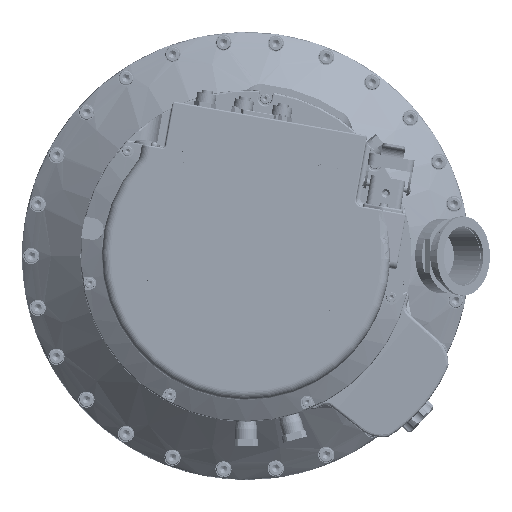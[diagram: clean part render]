
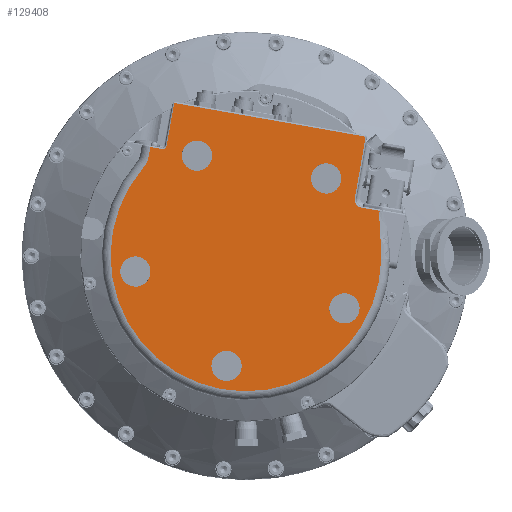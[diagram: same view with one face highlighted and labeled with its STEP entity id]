
A CAD part, front view. The second image highlights one B-rep face of the part: STEP entity #129408.
In plain terms, the highlighted planar face has unit normal (0, -1, 0).
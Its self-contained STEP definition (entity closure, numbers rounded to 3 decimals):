
#129247=CARTESIAN_POINT('',(-50.615,-79.5,107.421));
#129248=DIRECTION('',(0.0,-1.0,0.0));
#129249=DIRECTION('',(0.0,0.0,-1.0));
#129250=AXIS2_PLACEMENT_3D('',#129247,#129248,#129249);
#129251=PLANE('',#129250);
#129252=CARTESIAN_POINT('',(75.591,-79.5,39.981));
#129253=VERTEX_POINT('',#129252);
#129254=CARTESIAN_POINT('',(83.145,-79.5,82.82));
#129255=VERTEX_POINT('',#129254);
#129256=CARTESIAN_POINT('',(75.591,-79.5,39.981));
#129257=DIRECTION('',(0.174,0.,0.985));
#129258=VECTOR('',#129257,43.5);
#129259=LINE('',#129256,#129258);
#129260=EDGE_CURVE('',#129253,#129255,#129259,.T.);
#129261=ORIENTED_EDGE('',*,*,#129260,.T.);
#129262=CARTESIAN_POINT('',(-49.804,-79.5,106.263));
#129263=VERTEX_POINT('',#129262);
#129264=CARTESIAN_POINT('',(83.145,-79.5,82.82));
#129265=DIRECTION('',(-0.985,0.,0.174));
#129266=VECTOR('',#129265,135.);
#129267=LINE('',#129264,#129266);
#129268=EDGE_CURVE('',#129255,#129263,#129267,.T.);
#129269=ORIENTED_EDGE('',*,*,#129268,.T.);
#129270=CARTESIAN_POINT('',(-55.014,-79.5,76.719));
#129271=VERTEX_POINT('',#129270);
#129272=CARTESIAN_POINT('',(-49.804,-79.5,106.263));
#129273=DIRECTION('',(-0.174,0.,-0.985));
#129274=VECTOR('',#129273,30.);
#129275=LINE('',#129272,#129274);
#129276=EDGE_CURVE('',#129263,#129271,#129275,.T.);
#129277=ORIENTED_EDGE('',*,*,#129276,.T.);
#129278=CARTESIAN_POINT('',(-58.489,-79.5,74.285));
#129279=VERTEX_POINT('',#129278);
#129280=CARTESIAN_POINT('',(-57.968,-79.5,77.24));
#129281=DIRECTION('',(0.,1.,0.));
#129282=DIRECTION('',(-0.985,0.,0.174));
#129283=AXIS2_PLACEMENT_3D('',#129280,#129281,#129282);
#129284=CIRCLE('',#129283,3.);
#129285=EDGE_CURVE('',#129271,#129279,#129284,.T.);
#129286=ORIENTED_EDGE('',*,*,#129285,.T.);
#129287=CARTESIAN_POINT('',(-66.368,-79.5,75.674));
#129288=VERTEX_POINT('',#129287);
#129289=CARTESIAN_POINT('',(-58.489,-79.5,74.285));
#129290=DIRECTION('',(-0.985,0.0,0.174));
#129291=VECTOR('',#129290,8.);
#129292=LINE('',#129289,#129291);
#129293=EDGE_CURVE('',#129279,#129288,#129292,.T.);
#129294=ORIENTED_EDGE('',*,*,#129293,.T.);
#129295=CARTESIAN_POINT('',(-67.531,-79.5,69.077));
#129296=VERTEX_POINT('',#129295);
#129297=CARTESIAN_POINT('',(-66.368,-79.5,75.674));
#129298=DIRECTION('',(-0.174,0.0,-0.985));
#129299=VECTOR('',#129298,6.699);
#129300=LINE('',#129297,#129299);
#129301=EDGE_CURVE('',#129288,#129296,#129300,.T.);
#129302=ORIENTED_EDGE('',*,*,#129301,.T.);
#129303=CARTESIAN_POINT('',(-71.173,-79.5,61.403));
#129304=VERTEX_POINT('',#129303);
#129305=CARTESIAN_POINT('',(-83.288,-79.5,71.855));
#129306=DIRECTION('',(0.,1.,0.));
#129307=DIRECTION('',(-0.985,0.,0.174));
#129308=AXIS2_PLACEMENT_3D('',#129305,#129306,#129307);
#129309=CIRCLE('',#129308,16.0);
#129310=EDGE_CURVE('',#129296,#129304,#129309,.T.);
#129311=ORIENTED_EDGE('',*,*,#129310,.T.);
#129312=CARTESIAN_POINT('',(93.978,-79.5,-2.033));
#129313=VERTEX_POINT('',#129312);
#129314=CARTESIAN_POINT('',(0.,-79.5,0.));
#129315=DIRECTION('',(0.,-1.0,0.));
#129316=DIRECTION('',(-0.985,0.,0.174));
#129317=AXIS2_PLACEMENT_3D('',#129314,#129315,#129316);
#129318=CIRCLE('',#129317,94.);
#129319=EDGE_CURVE('',#129304,#129313,#129318,.T.);
#129320=ORIENTED_EDGE('',*,*,#129319,.T.);
#129321=CARTESIAN_POINT('',(92.924,-79.5,31.34));
#129322=VERTEX_POINT('',#129321);
#129323=CARTESIAN_POINT('',(93.978,-79.5,-2.033));
#129324=CARTESIAN_POINT('',(94.099,-79.5,3.552));
#129325=CARTESIAN_POINT('',(93.753,-79.5,9.128));
#129326=CARTESIAN_POINT('',(93.036,-79.5,17.466));
#129327=CARTESIAN_POINT('',(92.762,-79.5,20.244));
#129328=CARTESIAN_POINT('',(92.493,-79.5,24.419));
#129329=CARTESIAN_POINT('',(92.427,-79.5,25.815));
#129330=CARTESIAN_POINT('',(92.455,-79.5,28.593));
#129331=CARTESIAN_POINT('',(92.503,-79.5,29.98));
#129332=CARTESIAN_POINT('',(92.924,-79.5,31.34));
#129333=B_SPLINE_CURVE_WITH_KNOTS('',3,(#129323,#129324,#129325,#129326,#129327,#129328,#129329,#129330,#129331,#129332),.UNSPECIFIED.,.F.,.U.,(4,2,2,2,4),(0.0,0.5,0.75,0.875,1.0),.UNSPECIFIED.);
#129334=EDGE_CURVE('',#129313,#129322,#129333,.T.);
#129335=ORIENTED_EDGE('',*,*,#129334,.T.);
#129336=CARTESIAN_POINT('',(80.052,-79.5,33.61));
#129337=VERTEX_POINT('',#129336);
#129338=CARTESIAN_POINT('',(92.924,-79.5,31.34));
#129339=DIRECTION('',(-0.985,0.0,0.174));
#129340=VECTOR('',#129339,13.07);
#129341=LINE('',#129338,#129340);
#129342=EDGE_CURVE('',#129322,#129337,#129341,.T.);
#129343=ORIENTED_EDGE('',*,*,#129342,.T.);
#129344=CARTESIAN_POINT('',(81.007,-79.5,39.026));
#129345=DIRECTION('',(0.,1.0,0.));
#129346=DIRECTION('',(-0.985,0.,0.174));
#129347=AXIS2_PLACEMENT_3D('',#129344,#129345,#129346);
#129348=CIRCLE('',#129347,5.5);
#129349=EDGE_CURVE('',#129337,#129253,#129348,.T.);
#129350=ORIENTED_EDGE('',*,*,#129349,.T.);
#129351=EDGE_LOOP('',(#129261,#129269,#129277,#129286,#129294,#129302,#129311,#129320,#129335,#129343,#129350));
#129352=FACE_OUTER_BOUND('',#129351,.T.);
#129353=CARTESIAN_POINT('',(-87.086,-79.5,-8.963));
#129354=VERTEX_POINT('',#129353);
#129355=CARTESIAN_POINT('',(-76.746,-79.5,-10.786));
#129356=DIRECTION('',(0.,-1.0,0.));
#129357=DIRECTION('',(-0.985,0.,0.174));
#129358=AXIS2_PLACEMENT_3D('',#129355,#129356,#129357);
#129359=CIRCLE('',#129358,10.5);
#129360=EDGE_CURVE('',#129354,#129354,#129359,.T.);
#129361=ORIENTED_EDGE('',*,*,#129360,.F.);
#129362=EDGE_LOOP('',(#129361));
#129363=FACE_BOUND('',#129362,.T.);
#129364=CARTESIAN_POINT('',(-44.314,-79.5,71.48));
#129365=VERTEX_POINT('',#129364);
#129366=CARTESIAN_POINT('',(-33.974,-79.5,69.657));
#129367=DIRECTION('',(0.,-1.0,0.));
#129368=DIRECTION('',(-0.985,0.,0.174));
#129369=AXIS2_PLACEMENT_3D('',#129366,#129367,#129368);
#129370=CIRCLE('',#129369,10.5);
#129371=EDGE_CURVE('',#129365,#129365,#129370,.T.);
#129372=ORIENTED_EDGE('',*,*,#129371,.F.);
#129373=EDGE_LOOP('',(#129372));
#129374=FACE_BOUND('',#129373,.T.);
#129375=CARTESIAN_POINT('',(45.408,-79.5,55.659));
#129376=VERTEX_POINT('',#129375);
#129377=CARTESIAN_POINT('',(55.749,-79.5,53.836));
#129378=DIRECTION('',(0.,-1.0,0.));
#129379=DIRECTION('',(-0.985,0.,0.174));
#129380=AXIS2_PLACEMENT_3D('',#129377,#129378,#129379);
#129381=CIRCLE('',#129380,10.5);
#129382=EDGE_CURVE('',#129376,#129376,#129381,.T.);
#129383=ORIENTED_EDGE('',*,*,#129382,.F.);
#129384=EDGE_LOOP('',(#129383));
#129385=FACE_BOUND('',#129384,.T.);
#129386=CARTESIAN_POINT('',(58.088,-79.5,-34.561));
#129387=VERTEX_POINT('',#129386);
#129388=CARTESIAN_POINT('',(68.428,-79.5,-36.384));
#129389=DIRECTION('',(0.,-1.0,0.));
#129390=DIRECTION('',(-0.985,0.,0.174));
#129391=AXIS2_PLACEMENT_3D('',#129388,#129389,#129390);
#129392=CIRCLE('',#129391,10.5);
#129393=EDGE_CURVE('',#129387,#129387,#129392,.T.);
#129394=ORIENTED_EDGE('',*,*,#129393,.F.);
#129395=EDGE_LOOP('',(#129394));
#129396=FACE_BOUND('',#129395,.T.);
#129397=CARTESIAN_POINT('',(-23.798,-79.5,-74.499));
#129398=VERTEX_POINT('',#129397);
#129399=CARTESIAN_POINT('',(-13.458,-79.5,-76.323));
#129400=DIRECTION('',(0.,-1.0,0.));
#129401=DIRECTION('',(-0.985,0.,0.174));
#129402=AXIS2_PLACEMENT_3D('',#129399,#129400,#129401);
#129403=CIRCLE('',#129402,10.5);
#129404=EDGE_CURVE('',#129398,#129398,#129403,.T.);
#129405=ORIENTED_EDGE('',*,*,#129404,.F.);
#129406=EDGE_LOOP('',(#129405));
#129407=FACE_BOUND('',#129406,.T.);
#129408=ADVANCED_FACE('',(#129352,#129363,#129374,#129385,#129396,#129407),#129251,.T.);
